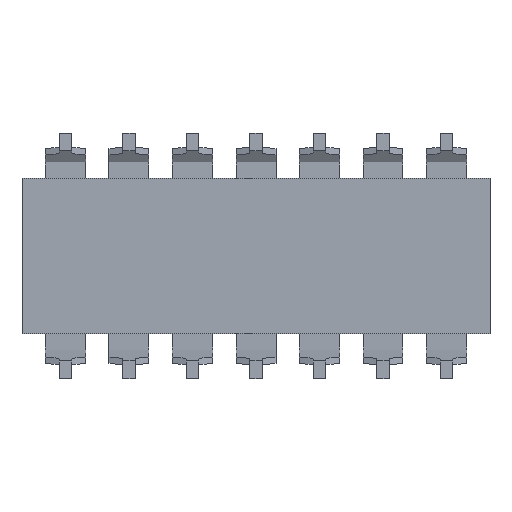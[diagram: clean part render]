
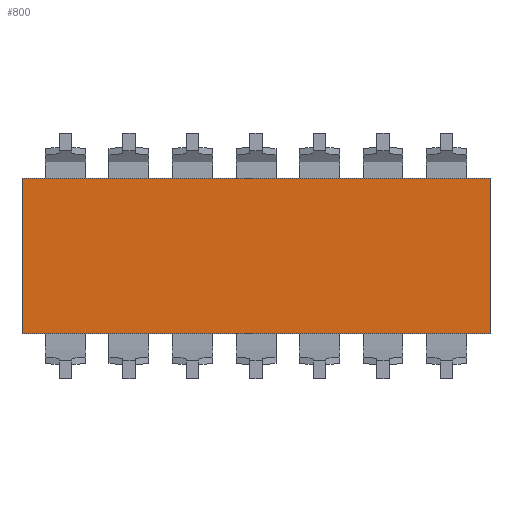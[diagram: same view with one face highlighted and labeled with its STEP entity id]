
A CAD part, front view. The second image highlights one B-rep face of the part: STEP entity #800.
In plain terms, the highlighted planar face has unit normal (0, -1, 0).
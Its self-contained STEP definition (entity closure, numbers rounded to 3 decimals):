
#800 = ADVANCED_FACE ( 'NONE', ( #4257 ), #4274, .F. ) ;
#898 = ORIENTED_EDGE ( 'NONE', *, *, #1214, .F. ) ;
#1055 = ORIENTED_EDGE ( 'NONE', *, *, #1284, .F. ) ;
#1098 = ORIENTED_EDGE ( 'NONE', *, *, #1501, .F. ) ;
#1214 = EDGE_CURVE ( 'NONE', #6657, #1755, #6144, .T. ) ;
#1284 = EDGE_CURVE ( 'NONE', #6472, #6657, #6512, .T. ) ;
#1445 = EDGE_CURVE ( 'NONE', #4352, #6472, #7321, .T. ) ;
#1501 = EDGE_CURVE ( 'NONE', #1755, #4352, #7540, .T. ) ;
#1755 = VERTEX_POINT ( 'NONE', #8674 ) ;
#2265 = EDGE_LOOP ( 'NONE', ( #898, #1055, #5744, #1098 ) ) ;
#4257 = FACE_OUTER_BOUND ( 'NONE', #2265, .T. ) ;
#4274 = PLANE ( 'NONE',  #4275 ) ;
#4275 = AXIS2_PLACEMENT_3D ( 'NONE', #4276, #4277, #4280 ) ;
#4276 = CARTESIAN_POINT ( 'NONE',  ( -1.74, 0.7, -3.1 ) ) ;
#4277 = DIRECTION ( 'NONE',  ( 0., 1., 0. ) ) ;
#4280 = DIRECTION ( 'NONE',  ( 0., 0., 1. ) ) ;
#4352 = VERTEX_POINT ( 'NONE', #5324 ) ;
#5324 = CARTESIAN_POINT ( 'NONE',  ( 16.98, 0.7, 3.1 ) ) ;
#5744 = ORIENTED_EDGE ( 'NONE', *, *, #1445, .F. ) ;
#6144 = LINE ( 'NONE', #6145, #6146 ) ;
#6145 = CARTESIAN_POINT ( 'NONE',  ( -1.74, 0.7, -3.1 ) ) ;
#6146 = VECTOR ( 'NONE', #6147, 1000. ) ;
#6147 = DIRECTION ( 'NONE',  ( 0., 0., 1. ) ) ;
#6472 = VERTEX_POINT ( 'NONE', #6900 ) ;
#6512 = LINE ( 'NONE', #6513, #6514 ) ;
#6513 = CARTESIAN_POINT ( 'NONE',  ( -1.74, 0.7, -3.1 ) ) ;
#6514 = VECTOR ( 'NONE', #6515, 1000. ) ;
#6515 = DIRECTION ( 'NONE',  ( -1., 0., 0. ) ) ;
#6657 = VERTEX_POINT ( 'NONE', #7078 ) ;
#6900 = CARTESIAN_POINT ( 'NONE',  ( 16.98, 0.7, -3.1 ) ) ;
#7078 = CARTESIAN_POINT ( 'NONE',  ( -1.74, 0.7, -3.1 ) ) ;
#7321 = LINE ( 'NONE', #7322, #7323 ) ;
#7322 = CARTESIAN_POINT ( 'NONE',  ( 16.98, 0.7, -3.1 ) ) ;
#7323 = VECTOR ( 'NONE', #7324, 1000. ) ;
#7324 = DIRECTION ( 'NONE',  ( 0., 0., -1. ) ) ;
#7540 = LINE ( 'NONE', #7541, #7542 ) ;
#7541 = CARTESIAN_POINT ( 'NONE',  ( -1.74, 0.7, 3.1 ) ) ;
#7542 = VECTOR ( 'NONE', #7543, 1000. ) ;
#7543 = DIRECTION ( 'NONE',  ( 1., 0., 0. ) ) ;
#8674 = CARTESIAN_POINT ( 'NONE',  ( -1.74, 0.7, 3.1 ) ) ;
